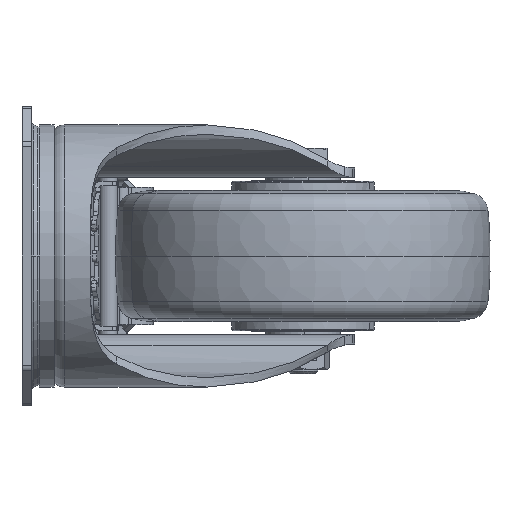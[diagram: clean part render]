
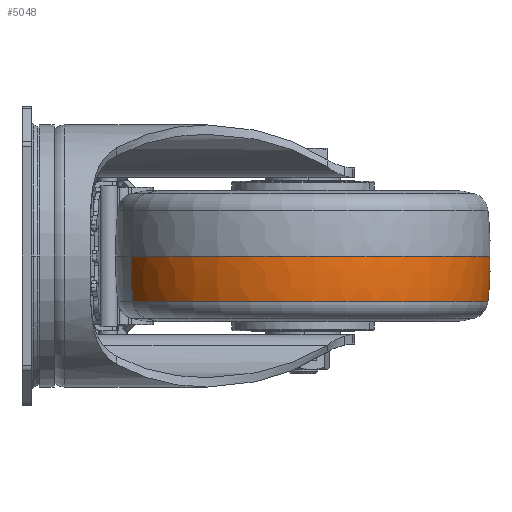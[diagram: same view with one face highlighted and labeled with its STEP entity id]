
A CAD part, left-side view. The second image highlights one B-rep face of the part: STEP entity #5048.
In plain terms, the highlighted toroidal (fillet/blend) face has major radius 74.996 mm and minor radius 125 mm.
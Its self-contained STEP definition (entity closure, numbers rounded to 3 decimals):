
#798 = DIRECTION ( 'NONE',  ( 0., 0., -1. ) ) ;
#961 = AXIS2_PLACEMENT_3D ( 'NONE', #74769, #63135, #58490 ) ;
#2554 = DIRECTION ( 'NONE',  ( 0.917, 0.398, 0. ) ) ;
#4641 = EDGE_CURVE ( 'NONE', #54486, #42209, #34199, .T. ) ;
#5048 = ADVANCED_FACE ( 'NONE', ( #15892 ), #47859, .T. ) ;
#5371 = AXIS2_PLACEMENT_3D ( 'NONE', #26576, #73746, #38924 ) ;
#8042 = ORIENTED_EDGE ( 'NONE', *, *, #27045, .F. ) ;
#9299 = ORIENTED_EDGE ( 'NONE', *, *, #12591, .T. ) ;
#10495 = VERTEX_POINT ( 'NONE', #52348 ) ;
#12591 = EDGE_CURVE ( 'NONE', #10495, #54486, #34937, .T. ) ;
#15892 = FACE_OUTER_BOUND ( 'NONE', #40326, .T. ) ;
#16653 = CARTESIAN_POINT ( 'NONE',  ( 18.308, -29.589, -12.255 ) ) ;
#20724 = AXIS2_PLACEMENT_3D ( 'NONE', #63423, #46417, #27866 ) ;
#26086 = DIRECTION ( 'NONE',  ( -0.398, 0.917, 0. ) ) ;
#26576 = CARTESIAN_POINT ( 'NONE',  ( 38., -75., 0. ) ) ;
#27045 = EDGE_CURVE ( 'NONE', #62674, #42209, #60324, .T. ) ;
#27866 = DIRECTION ( 'NONE',  ( -0.398, 0.917, 0. ) ) ;
#30864 = CARTESIAN_POINT ( 'NONE',  ( 38., -75., -12.255 ) ) ;
#34199 = CIRCLE ( 'NONE', #961, 125. ) ;
#34937 = CIRCLE ( 'NONE', #5371, 50. ) ;
#36934 = ORIENTED_EDGE ( 'NONE', *, *, #62690, .F. ) ;
#38924 = DIRECTION ( 'NONE',  ( -0.398, 0.917, 0. ) ) ;
#40326 = EDGE_LOOP ( 'NONE', ( #36934, #9299, #64703, #8042 ) ) ;
#42209 = VERTEX_POINT ( 'NONE', #16653 ) ;
#42232 = CIRCLE ( 'NONE', #66910, 125. ) ;
#46417 = DIRECTION ( 'NONE',  ( 0., 0., -1. ) ) ;
#47859 = TOROIDAL_SURFACE ( 'NONE', #20724, -74.996, 125. ) ;
#52348 = CARTESIAN_POINT ( 'NONE',  ( 57.892, -120.873, 0. ) ) ;
#54486 = VERTEX_POINT ( 'NONE', #74969 ) ;
#58490 = DIRECTION ( 'NONE',  ( 0.398, -0.917, 0. ) ) ;
#60324 = CIRCLE ( 'NONE', #65274, 49.496 ) ;
#62674 = VERTEX_POINT ( 'NONE', #66259 ) ;
#62690 = EDGE_CURVE ( 'NONE', #10495, #62674, #42232, .T. ) ;
#63135 = DIRECTION ( 'NONE',  ( -0.917, -0.398, 0. ) ) ;
#63423 = CARTESIAN_POINT ( 'NONE',  ( 38., -75., -1. ) ) ;
#64703 = ORIENTED_EDGE ( 'NONE', *, *, #4641, .T. ) ;
#65274 = AXIS2_PLACEMENT_3D ( 'NONE', #30864, #798, #66814 ) ;
#66259 = CARTESIAN_POINT ( 'NONE',  ( 57.692, -120.411, -12.255 ) ) ;
#66814 = DIRECTION ( 'NONE',  ( -0.398, 0.917, 0. ) ) ;
#66910 = AXIS2_PLACEMENT_3D ( 'NONE', #73609, #2554, #26086 ) ;
#73609 = CARTESIAN_POINT ( 'NONE',  ( 8.164, -6.195, -1. ) ) ;
#73746 = DIRECTION ( 'NONE',  ( 0., 0., -1. ) ) ;
#74769 = CARTESIAN_POINT ( 'NONE',  ( 67.836, -143.805, -1. ) ) ;
#74969 = CARTESIAN_POINT ( 'NONE',  ( 18.108, -29.127, 0. ) ) ;
